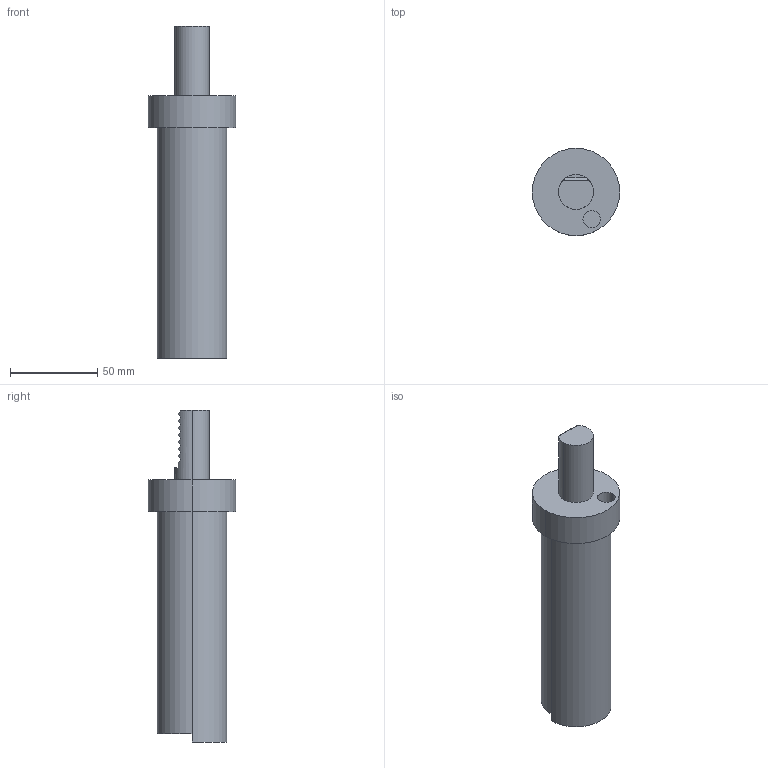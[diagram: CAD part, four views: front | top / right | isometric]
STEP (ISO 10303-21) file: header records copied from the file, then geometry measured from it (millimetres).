
FILE_DESCRIPTION (( 'STEP AP203' ), '1' );
FILE_NAME ('STP-SAKEM-150.20.40.150.STEP', '2020-05-26T01:30:43', ( '' ), ( '' ), 'SwSTEP 2.0', 'SolidWorks 2017', '' );
FILE_SCHEMA (( 'CONFIG_CONTROL_DESIGN' ));
Length unit declared in the file: millimetre
Products named in the file (1): STP-SAKEM-150.20.40.150
Bounding box: 50 x 50 x 190 mm (x, y, z)
Volume: 209378.9 mm3; surface area: 26068.6 mm2
Topology: 1 solids, 1 shells, 48 faces, 127 edges, 84 vertices
Faces by surface type: plane 32, cylinder 16
Entity records: 1662 total; most frequent: CARTESIAN_POINT 500, ORIENTED_EDGE 254, DIRECTION 195, EDGE_CURVE 127, VERTEX_POINT 84, AXIS2_PLACEMENT_3D 67, LINE 61, VECTOR 61
